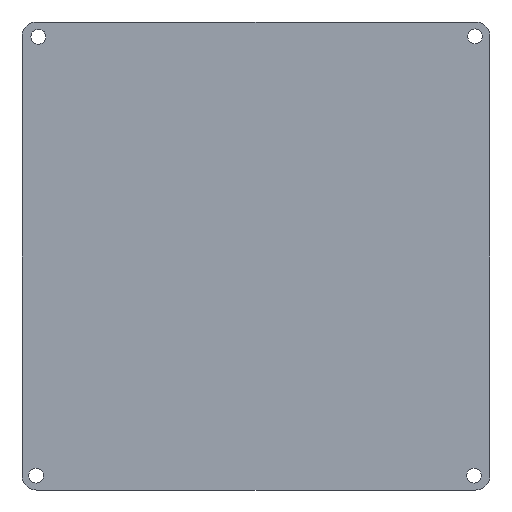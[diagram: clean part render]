
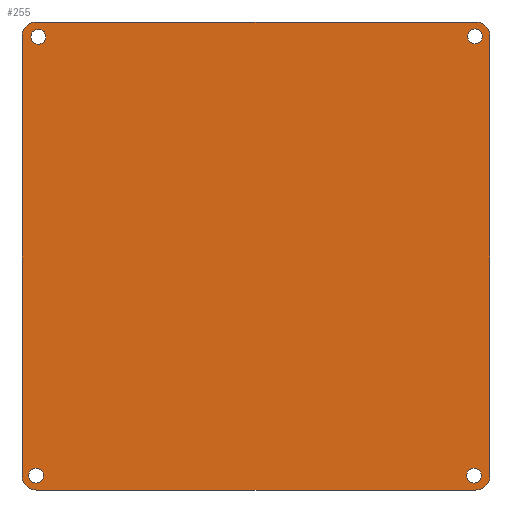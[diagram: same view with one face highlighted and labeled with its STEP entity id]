
A CAD part, left-side view. The second image highlights one B-rep face of the part: STEP entity #255.
In plain terms, the highlighted planar face has unit normal (-1, 0, 0).
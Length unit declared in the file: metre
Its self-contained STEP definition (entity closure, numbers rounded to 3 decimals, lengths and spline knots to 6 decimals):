
#13=CIRCLE('',#278,0.001514);
#15=CIRCLE('',#281,0.001514);
#17=CIRCLE('',#284,0.001514);
#19=CIRCLE('',#287,0.001514);
#24=CIRCLE('',#295,0.003);
#25=CIRCLE('',#296,0.003);
#26=CIRCLE('',#297,0.003);
#27=CIRCLE('',#298,0.003);
#72=ORIENTED_EDGE('',*,*,#119,.F.);
#73=ORIENTED_EDGE('',*,*,#117,.T.);
#74=ORIENTED_EDGE('',*,*,#115,.F.);
#75=ORIENTED_EDGE('',*,*,#113,.T.);
#76=ORIENTED_EDGE('',*,*,#106,.F.);
#77=ORIENTED_EDGE('',*,*,#128,.T.);
#78=ORIENTED_EDGE('',*,*,#100,.F.);
#79=ORIENTED_EDGE('',*,*,#129,.T.);
#80=ORIENTED_EDGE('',*,*,#120,.F.);
#81=ORIENTED_EDGE('',*,*,#130,.T.);
#82=ORIENTED_EDGE('',*,*,#108,.F.);
#83=ORIENTED_EDGE('',*,*,#131,.T.);
#100=EDGE_CURVE('',#132,#133,#156,.T.);
#106=EDGE_CURVE('',#138,#139,#162,.T.);
#108=EDGE_CURVE('',#140,#141,#164,.T.);
#113=EDGE_CURVE('',#145,#145,#13,.T.);
#115=EDGE_CURVE('',#147,#147,#15,.T.);
#117=EDGE_CURVE('',#149,#149,#17,.T.);
#119=EDGE_CURVE('',#151,#151,#19,.T.);
#120=EDGE_CURVE('',#152,#153,#168,.T.);
#128=EDGE_CURVE('',#138,#133,#24,.F.);
#129=EDGE_CURVE('',#132,#153,#25,.F.);
#130=EDGE_CURVE('',#152,#141,#26,.F.);
#131=EDGE_CURVE('',#140,#139,#27,.F.);
#132=VERTEX_POINT('',#384);
#133=VERTEX_POINT('',#385);
#138=VERTEX_POINT('',#396);
#139=VERTEX_POINT('',#398);
#140=VERTEX_POINT('',#402);
#141=VERTEX_POINT('',#403);
#145=VERTEX_POINT('',#413);
#147=VERTEX_POINT('',#418);
#149=VERTEX_POINT('',#423);
#151=VERTEX_POINT('',#428);
#152=VERTEX_POINT('',#431);
#153=VERTEX_POINT('',#432);
#156=LINE('',#383,#172);
#162=LINE('',#397,#178);
#164=LINE('',#401,#180);
#168=LINE('',#430,#184);
#172=VECTOR('',#307,1.);
#178=VECTOR('',#315,1.);
#180=VECTOR('',#319,1.);
#184=VECTOR('',#349,1.);
#205=EDGE_LOOP('',(#72));
#206=EDGE_LOOP('',(#73));
#207=EDGE_LOOP('',(#74));
#208=EDGE_LOOP('',(#75));
#209=EDGE_LOOP('',(#76,#77,#78,#79,#80,#81,#82,#83));
#231=FACE_BOUND('',#205,.T.);
#232=FACE_BOUND('',#206,.T.);
#233=FACE_BOUND('',#207,.T.);
#234=FACE_BOUND('',#208,.T.);
#235=FACE_BOUND('',#209,.T.);
#245=PLANE('',#294);
#255=ADVANCED_FACE('',(#231,#232,#233,#234,#235),#245,.F.);
#278=AXIS2_PLACEMENT_3D('',#412,#327,#328);
#281=AXIS2_PLACEMENT_3D('',#417,#333,#334);
#284=AXIS2_PLACEMENT_3D('',#422,#339,#340);
#287=AXIS2_PLACEMENT_3D('',#427,#345,#346);
#294=AXIS2_PLACEMENT_3D('',#443,#363,#364);
#295=AXIS2_PLACEMENT_3D('',#444,#365,#366);
#296=AXIS2_PLACEMENT_3D('',#445,#367,#368);
#297=AXIS2_PLACEMENT_3D('',#446,#369,#370);
#298=AXIS2_PLACEMENT_3D('',#447,#371,#372);
#307=DIRECTION('',(0.,0.,-1.));
#315=DIRECTION('',(0.,1.,0.));
#319=DIRECTION('',(0.,0.,1.));
#327=DIRECTION('',(1.,0.,0.));
#328=DIRECTION('',(0.,0.,-1.));
#333=DIRECTION('',(-1.,0.,0.));
#334=DIRECTION('',(0.,0.,-1.));
#339=DIRECTION('',(1.,0.,0.));
#340=DIRECTION('',(0.,0.,-1.));
#345=DIRECTION('',(-1.,0.,0.));
#346=DIRECTION('',(0.,0.,-1.));
#349=DIRECTION('',(0.,-1.,0.));
#363=DIRECTION('',(1.,0.,0.));
#364=DIRECTION('',(0.,1.,0.));
#365=DIRECTION('',(1.,0.,0.));
#366=DIRECTION('',(0.,0.,-1.));
#367=DIRECTION('',(1.,0.,0.));
#368=DIRECTION('',(0.,0.,-1.));
#369=DIRECTION('',(1.,0.,0.));
#370=DIRECTION('',(0.,0.,-1.));
#371=DIRECTION('',(1.,0.,0.));
#372=DIRECTION('',(0.,0.,-1.));
#383=CARTESIAN_POINT('',(0.,-0.04786,0.000018));
#384=CARTESIAN_POINT('',(0.,-0.04786,0.044857));
#385=CARTESIAN_POINT('',(0.,-0.04786,-0.044821));
#396=CARTESIAN_POINT('',(0.,-0.04486,-0.047821));
#397=CARTESIAN_POINT('',(0.,-0.000021,-0.047821));
#398=CARTESIAN_POINT('',(0.,0.044818,-0.047821));
#401=CARTESIAN_POINT('',(0.,0.047818,0.000018));
#402=CARTESIAN_POINT('',(0.,0.047818,-0.044821));
#403=CARTESIAN_POINT('',(0.,0.047818,0.044857));
#412=CARTESIAN_POINT('',(0.,0.044469,0.044839));
#413=CARTESIAN_POINT('',(0.,0.044469,0.043326));
#417=CARTESIAN_POINT('',(0.,0.044921,-0.044882));
#418=CARTESIAN_POINT('',(0.,0.044921,-0.046396));
#422=CARTESIAN_POINT('',(0.,-0.044592,-0.044882));
#423=CARTESIAN_POINT('',(0.,-0.044592,-0.046396));
#427=CARTESIAN_POINT('',(0.,-0.044801,0.044926));
#428=CARTESIAN_POINT('',(0.,-0.044801,0.043412));
#430=CARTESIAN_POINT('',(0.,-0.000021,0.047857));
#431=CARTESIAN_POINT('',(0.,0.044818,0.047857));
#432=CARTESIAN_POINT('',(0.,-0.04486,0.047857));
#443=CARTESIAN_POINT('',(0.,-0.000021,0.000018));
#444=CARTESIAN_POINT('',(0.,-0.04486,-0.044821));
#445=CARTESIAN_POINT('',(0.,-0.04486,0.044857));
#446=CARTESIAN_POINT('',(0.,0.044818,0.044857));
#447=CARTESIAN_POINT('',(0.,0.044818,-0.044821));
